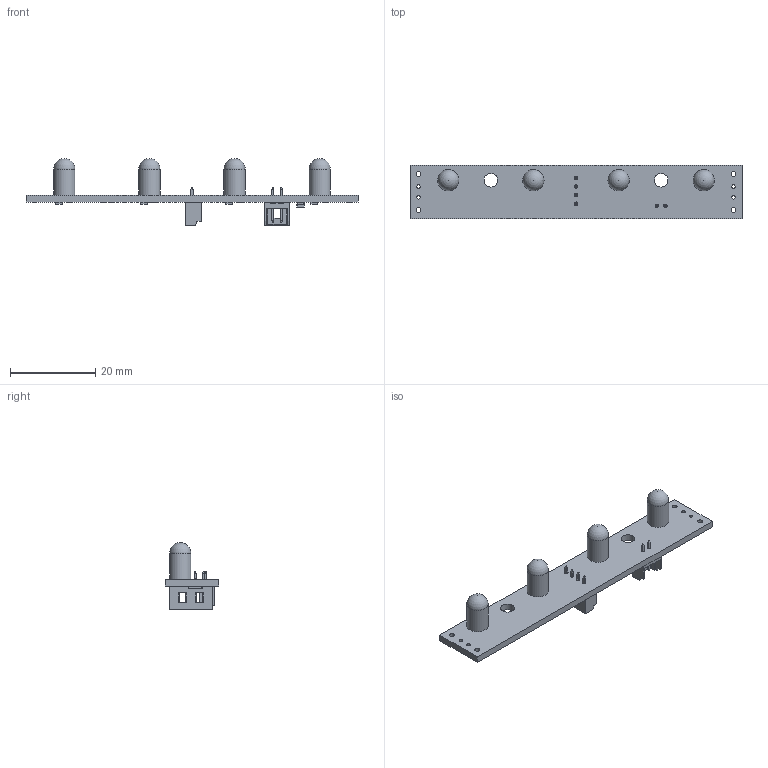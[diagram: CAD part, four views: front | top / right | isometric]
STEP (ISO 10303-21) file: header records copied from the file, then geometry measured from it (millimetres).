
FILE_DESCRIPTION(('Open CASCADE Model'),'2;1');
FILE_NAME('Open CASCADE Shape Model','2021-09-25T16:27:32',('Author'),( 'Open CASCADE'),'Open CASCADE STEP processor 6.8','Open CASCADE 6.8' ,'Unknown');
FILE_SCHEMA(('AUTOMOTIVE_DESIGN { 1 0 10303 214 1 1 1 1 }'));
Length unit declared in the file: millimetre
Products named in the file (30): PCB; Board; Open CASCADE STEP translator 6.8 2.1.1; D1; sod123_v4; pin; pin(Mirror); icbody; Component5; R4; RESC1206_v1; R3; R2; R1; LD4; 6517378320; Cylinder; 6517377840; Sphere; LD3; LD2; LD1; J2; 532530470; Open CASCADE STEP translator 6.8 2.11.1.1; Open CASCADE STEP translator 6.8 2.11.1.2; J1; 532530270; Open CASCADE STEP translator 6.8 2.12.1.1; Open CASCADE STEP translator 6.8 2.12.1.2
Assembly tree (38 placements, depth 4):
  PCB
    Board
      Open CASCADE STEP translator 6.8 2.1.1
    D1
      sod123_v4
        pin
        pin(Mirror)
        icbody
        Component5
    R4
      RESC1206_v1
    R3
      RESC1206_v1
    R2
      RESC1206_v1
    R1
      RESC1206_v1
    LD4
      6517378320
        Cylinder
      6517377840
        Sphere
    LD3
      6517378320
        Cylinder
      6517377840
        Sphere
    LD2
      6517378320
        Cylinder
      6517377840
        Sphere
    LD1
      6517378320
        Cylinder
      6517377840
        Sphere
    J2
      532530470
        Open CASCADE STEP translator 6.8 2.11.1.1
        Open CASCADE STEP translator 6.8 2.11.1.2
    J1
      532530270
        Open CASCADE STEP translator 6.8 2.12.1.1
        Open CASCADE STEP translator 6.8 2.12.1.2
Bounding box: 78 x 12.5 x 15.71 mm (x, y, z)
Volume: 2417.3 mm3; surface area: 3837.6 mm2
Topology: 31 solids, 31 shells, 699 faces, 1660 edges, 1036 vertices
Faces by surface type: plane 471, cylinder 168, sphere 60
Full cylindrical faces by diameter (mm): 0.8 x10, 0.9 x8, 1.152 x4, 3.2 x2, 5 x4
Entity records: 15042 total; most frequent: CARTESIAN_POINT 2524, DIRECTION 2478, ORIENTED_EDGE 2414, EDGE_CURVE 1207, LINE 1016, VECTOR 1016, VERTEX_POINT 753, AXIS2_PLACEMENT_3D 731
